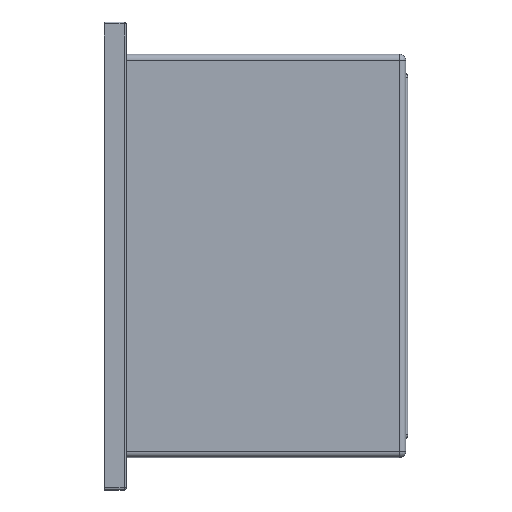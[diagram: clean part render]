
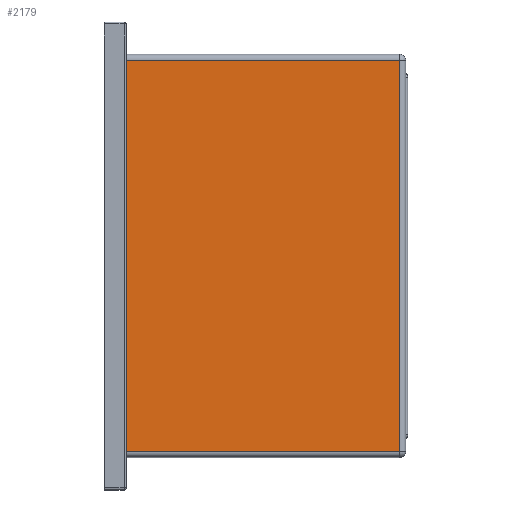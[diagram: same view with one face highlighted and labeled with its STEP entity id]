
A CAD part, top view. The second image highlights one B-rep face of the part: STEP entity #2179.
In plain terms, the highlighted planar face has unit normal (0, 0, 1).
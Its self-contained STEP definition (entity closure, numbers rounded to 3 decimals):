
#303=LINE('',#6261,#534);
#304=LINE('',#6264,#535);
#305=LINE('',#6266,#536);
#306=LINE('',#6268,#537);
#534=VECTOR('',#3769,1000.);
#535=VECTOR('',#3770,1000.);
#536=VECTOR('',#3771,1000.);
#537=VECTOR('',#3772,1000.);
#912=ORIENTED_EDGE('',*,*,#1308,.F.);
#913=ORIENTED_EDGE('',*,*,#1309,.F.);
#914=ORIENTED_EDGE('',*,*,#1310,.F.);
#915=ORIENTED_EDGE('',*,*,#1311,.F.);
#1308=EDGE_CURVE('Edge421',#1702,#1703,#303,.T.);
#1309=EDGE_CURVE('Edge422',#1704,#1702,#304,.T.);
#1310=EDGE_CURVE('Edge423',#1705,#1704,#305,.T.);
#1311=EDGE_CURVE('Edge424',#1703,#1705,#306,.T.);
#1702=VERTEX_POINT('',#6262);
#1703=VERTEX_POINT('',#6263);
#1704=VERTEX_POINT('',#6265);
#1705=VERTEX_POINT('',#6267);
#1969=EDGE_LOOP('',(#912,#913,#914,#915));
#2059=FACE_BOUND('',#1969,.T.);
#2099=PLANE('',#3140);
#2179=ADVANCED_FACE('Face99',(#2059),#2099,.T.);
#3140=AXIS2_PLACEMENT_3D('',#6260,#3767,#3768);
#3767=DIRECTION('',(0.,0.,1.));
#3768=DIRECTION('',(0.,-1.,0.));
#3769=DIRECTION('',(-1.,0.,0.));
#3770=DIRECTION('',(0.,-1.,0.));
#3771=DIRECTION('',(1.,0.,0.));
#3772=DIRECTION('',(0.,1.,0.));
#6260=CARTESIAN_POINT('',(-12.,0.,21.64));
#6261=CARTESIAN_POINT('',(-12.,-98.7,21.64));
#6262=CARTESIAN_POINT('',(57.,-98.7,21.64));
#6263=CARTESIAN_POINT('',(-81.,-98.7,21.64));
#6264=CARTESIAN_POINT('',(57.,0.,21.64));
#6265=CARTESIAN_POINT('',(57.,98.7,21.64));
#6266=CARTESIAN_POINT('',(-12.,98.7,21.64));
#6267=CARTESIAN_POINT('',(-81.,98.7,21.64));
#6268=CARTESIAN_POINT('',(-81.,0.,21.64));
